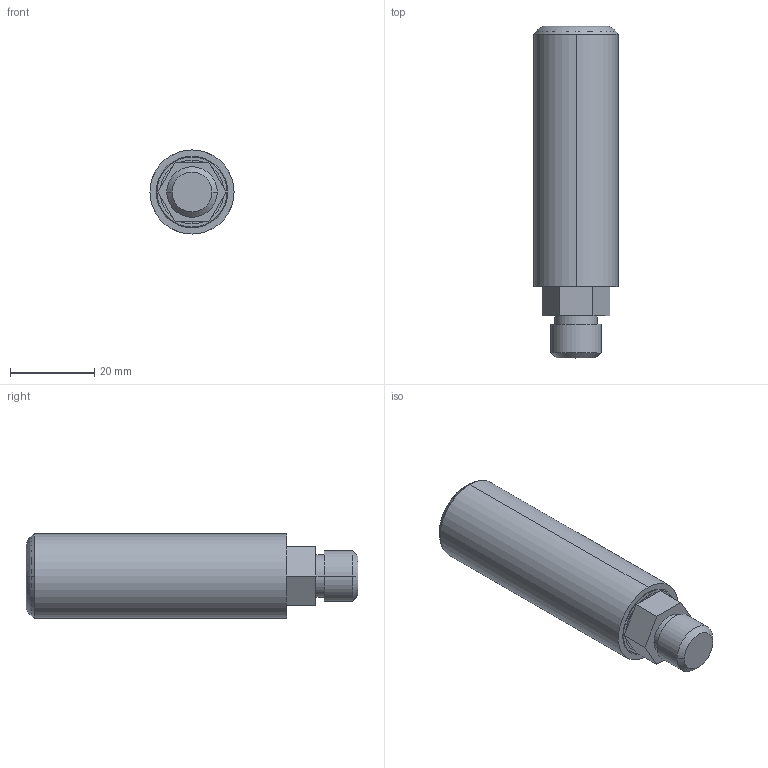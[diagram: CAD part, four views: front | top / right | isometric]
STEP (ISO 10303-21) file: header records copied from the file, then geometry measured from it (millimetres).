
FILE_DESCRIPTION (( 'STEP AP203' ), '1' );
FILE_NAME ('240129 STEP 3-400070-00_2383.STEP', '2024-01-29T11:27:52', ( '' ), ( '' ), 'SwSTEP 2.0', 'SolidWorks 2022', '' );
FILE_SCHEMA (( 'CONFIG_CONTROL_DESIGN' ));
Length unit declared in the file: millimetre
Products named in the file (1): 240129 STEP 3-400070-00_2383
Bounding box: 20 x 79 x 20 mm (x, y, z)
Surface area: 5585.9 mm2 (no closed solid volume)
Topology: 0 solids, 5 shells, 33 faces, 76 edges, 50 vertices
Faces by surface type: plane 13, cone 8, cylinder 8, torus 4
Entity records: 1017 total; most frequent: DIRECTION 186, CARTESIAN_POINT 160, ORIENTED_EDGE 132, AXIS2_PLACEMENT_3D 76, EDGE_CURVE 76, VERTEX_POINT 50, CIRCLE 42, EDGE_LOOP 38
